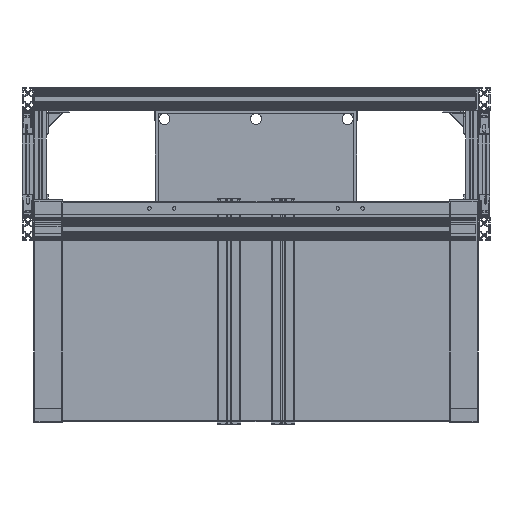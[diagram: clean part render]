
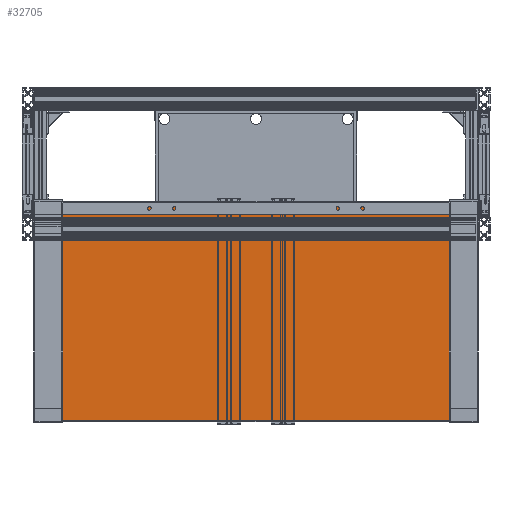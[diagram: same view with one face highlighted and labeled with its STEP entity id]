
A CAD part, front view. The second image highlights one B-rep face of the part: STEP entity #32705.
In plain terms, the highlighted planar face has unit normal (0, -1, 0).
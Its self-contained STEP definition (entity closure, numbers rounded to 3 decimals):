
#2304 = EDGE_CURVE ( 'NONE', #31480, #30721, #6896, .T. ) ;
#2528 = PLANE ( 'NONE',  #6397 ) ;
#2699 = CARTESIAN_POINT ( 'NONE',  ( -753., 806., -373.5 ) ) ;
#3525 = CARTESIAN_POINT ( 'NONE',  ( -753., 806., 373.5 ) ) ;
#3900 = DIRECTION ( 'NONE',  ( 0., 0., -1. ) ) ;
#4832 = VECTOR ( 'NONE', #3900, 1000. ) ;
#6397 = AXIS2_PLACEMENT_3D ( 'NONE', #17975, #24395, #36898 ) ;
#6896 = LINE ( 'NONE', #19601, #26685 ) ;
#7732 = CARTESIAN_POINT ( 'NONE',  ( 753., 806., 373.5 ) ) ;
#10218 = VECTOR ( 'NONE', #24212, 1000. ) ;
#14701 = VERTEX_POINT ( 'NONE', #3525 ) ;
#17975 = CARTESIAN_POINT ( 'NONE',  ( 0., 806., 0. ) ) ;
#18017 = EDGE_CURVE ( 'NONE', #30721, #14701, #23666, .T. ) ;
#18042 = CARTESIAN_POINT ( 'NONE',  ( -753., 806., -373.5 ) ) ;
#19014 = ORIENTED_EDGE ( 'NONE', *, *, #23882, .F. ) ;
#19236 = EDGE_CURVE ( 'NONE', #39925, #31480, #39495, .T. ) ;
#19601 = CARTESIAN_POINT ( 'NONE',  ( 753., 806., -373.5 ) ) ;
#23666 = LINE ( 'NONE', #18042, #28780 ) ;
#23882 = EDGE_CURVE ( 'NONE', #14701, #39925, #24007, .T. ) ;
#24007 = LINE ( 'NONE', #30888, #10218 ) ;
#24212 = DIRECTION ( 'NONE',  ( 1., 0., 0. ) ) ;
#24395 = DIRECTION ( 'NONE',  ( 0., 1., 0. ) ) ;
#24538 = ORIENTED_EDGE ( 'NONE', *, *, #2304, .F. ) ;
#25456 = CARTESIAN_POINT ( 'NONE',  ( 753., 806., -373.5 ) ) ;
#26588 = CARTESIAN_POINT ( 'NONE',  ( 753., 806., 373.5 ) ) ;
#26685 = VECTOR ( 'NONE', #32305, 1000. ) ;
#28780 = VECTOR ( 'NONE', #30735, 1000. ) ;
#29572 = ORIENTED_EDGE ( 'NONE', *, *, #19236, .F. ) ;
#30721 = VERTEX_POINT ( 'NONE', #2699 ) ;
#30735 = DIRECTION ( 'NONE',  ( 0., 0., 1. ) ) ;
#30888 = CARTESIAN_POINT ( 'NONE',  ( -753., 806., 373.5 ) ) ;
#31311 = EDGE_LOOP ( 'NONE', ( #35536, #24538, #29572, #19014 ) ) ;
#31480 = VERTEX_POINT ( 'NONE', #25456 ) ;
#32305 = DIRECTION ( 'NONE',  ( -1., 0., 0. ) ) ;
#32705 = ADVANCED_FACE ( 'NONE', ( #39828 ), #2528, .F. ) ;
#35536 = ORIENTED_EDGE ( 'NONE', *, *, #18017, .F. ) ;
#36898 = DIRECTION ( 'NONE',  ( 1., 0., 0. ) ) ;
#39495 = LINE ( 'NONE', #26588, #4832 ) ;
#39828 = FACE_OUTER_BOUND ( 'NONE', #31311, .T. ) ;
#39925 = VERTEX_POINT ( 'NONE', #7732 ) ;
